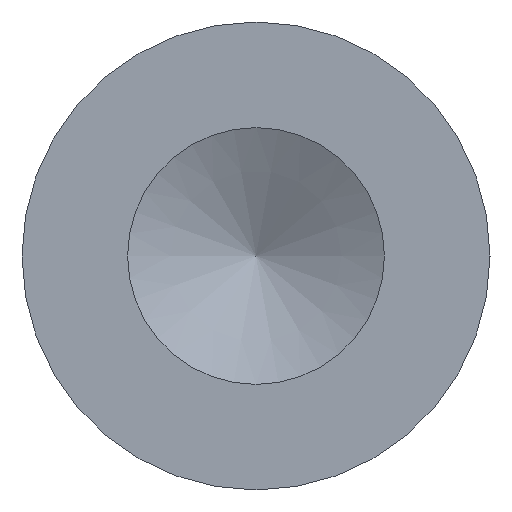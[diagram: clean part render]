
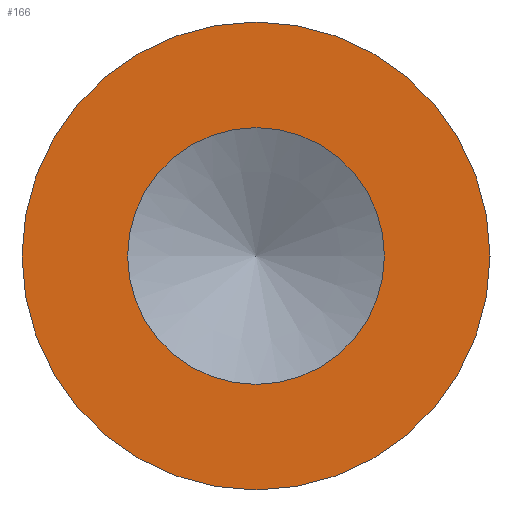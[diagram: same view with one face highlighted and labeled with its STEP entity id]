
A CAD part, front view. The second image highlights one B-rep face of the part: STEP entity #166.
In plain terms, the highlighted planar face has unit normal (0, -1, 0).
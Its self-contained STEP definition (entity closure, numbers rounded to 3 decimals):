
#146=PLANE('',#478);
#166=ADVANCED_FACE('',(#222,#223),#146,.F.);
#222=FACE_BOUND('',#279,.T.);
#223=FACE_BOUND('',#280,.T.);
#279=EDGE_LOOP('',(#335));
#280=EDGE_LOOP('',(#336));
#335=ORIENTED_EDGE('',*,*,#402,.T.);
#336=ORIENTED_EDGE('',*,*,#403,.T.);
#373=VERTEX_POINT('',#661);
#374=VERTEX_POINT('',#663);
#402=EDGE_CURVE('',#373,#373,#430,.T.);
#403=EDGE_CURVE('',#374,#374,#431,.T.);
#430=CIRCLE('',#476,2.05);
#431=CIRCLE('',#477,1.125);
#476=AXIS2_PLACEMENT_3D('',#660,#570,#571);
#477=AXIS2_PLACEMENT_3D('',#662,#572,#573);
#478=AXIS2_PLACEMENT_3D('',#664,#574,#575);
#570=DIRECTION('',(0.,-1.,0.));
#571=DIRECTION('',(1.,0.,0.));
#572=DIRECTION('',(0.,1.,0.));
#573=DIRECTION('',(-1.,0.,0.));
#574=DIRECTION('',(0.,1.,0.));
#575=DIRECTION('',(-1.,0.,0.));
#660=CARTESIAN_POINT('',(-1.546,-11.428,0.));
#661=CARTESIAN_POINT('',(0.504,-11.428,0.));
#662=CARTESIAN_POINT('',(-1.546,-11.428,0.));
#663=CARTESIAN_POINT('',(-2.671,-11.428,0.));
#664=CARTESIAN_POINT('',(0.504,-11.428,0.));
